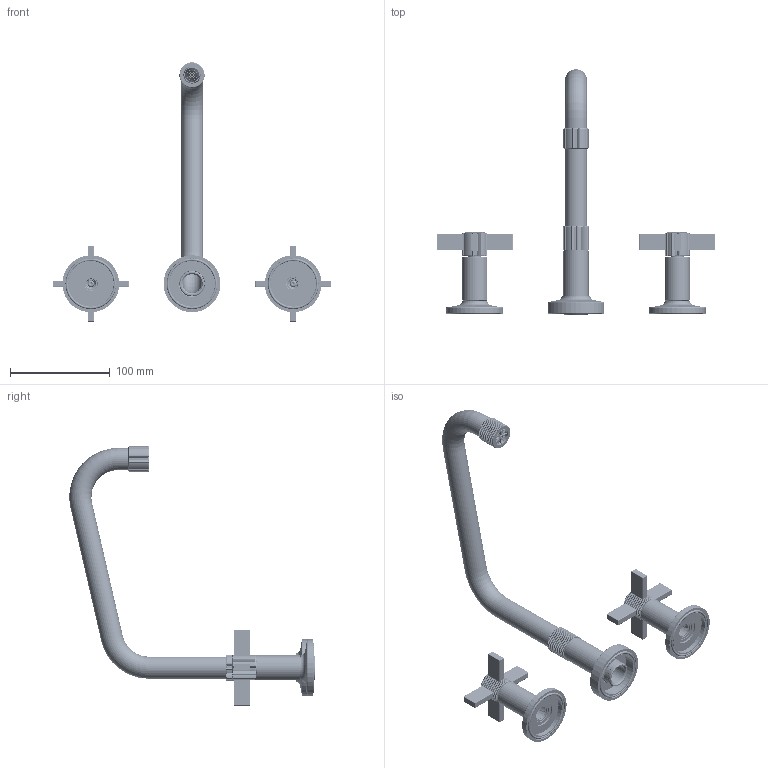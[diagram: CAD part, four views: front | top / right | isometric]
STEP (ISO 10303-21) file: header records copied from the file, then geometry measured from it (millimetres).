
FILE_DESCRIPTION((''),'2;1');
FILE_NAME('3-3246_ASM','2019-11-11T07:59:34',('rsmith'),(''),'CREO PARAMETRIC BY PTC INC, 2018400','CREO PARAMETRIC BY PTC INC, 2018400','');
FILE_SCHEMA(('CONFIG_CONTROL_DESIGN'));
Length unit declared in the file: inch
Products named in the file (27): 13133; 91024; 13134; 13135; 11670; 20-416_ASM; 91773; 12881; 91330; 91500; 20-437_ASM; 3-635_ASM; 13118; 20-431_ASM; 13119; 91017; 12506; 91049; 91371; 92399; 13122; 13123; 92984; 91018; 20-426_ASM; 3-645_ASM; 3-3246_ASM
Assembly tree (35 placements, depth 4):
  3-3246_ASM
    3-635_ASM
      13133
      91024
      20-416_ASM
        13134
        13135
        11670
      91773
      20-437_ASM
        12881
        91330
        91500
    3-645_ASM  x2
      20-431_ASM
        13118
        91773
      20-426_ASM
        13119
        91017  x2
        12506
        91049
        91371
        92399
        13122
        13123  x4
        92984  x4
        91018
Bounding box: 279.4 x 246.22 x 260.35 mm (x, y, z)
Volume: 186325 mm3; surface area: 223655.4 mm2
Topology: 47 solids, 81 shells, 5486 faces, 15060 edges, 9673 vertices
Faces by surface type: cylinder 2239, plane 2165, bspline 476, cone 248, torus 226, sphere 128, extrusion 4
Entity records: 240053 total; most frequent: CARTESIAN_POINT 168285, ORIENTED_EDGE 16115, DIRECTION 13033, EDGE_CURVE 8265, VERTEX_POINT 5385, AXIS2_PLACEMENT_3D 4866, VECTOR 3301, LINE 3299
